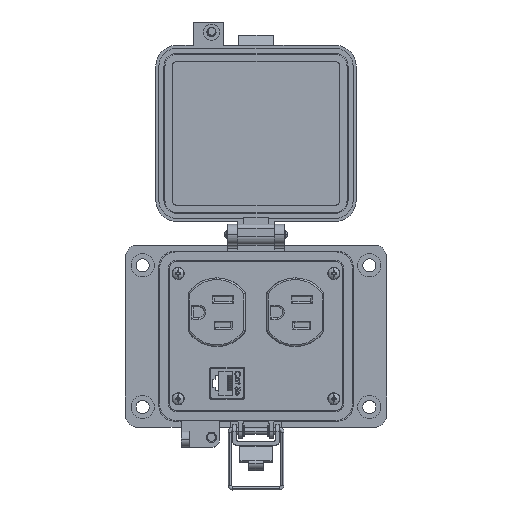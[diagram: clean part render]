
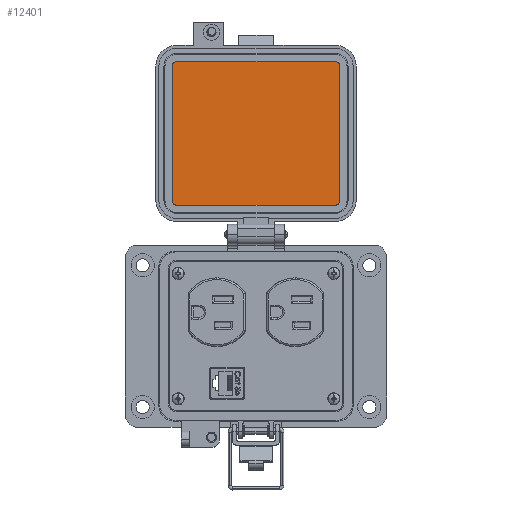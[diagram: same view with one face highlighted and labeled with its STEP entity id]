
A CAD part, top view. The second image highlights one B-rep face of the part: STEP entity #12401.
In plain terms, the highlighted planar face has unit normal (0, 0, 1).
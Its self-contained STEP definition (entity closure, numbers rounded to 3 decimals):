
#320 = DIRECTION ( 'NONE',  ( 1., 0., 0. ) ) ;
#329 = EDGE_CURVE ( 'NONE', #72078, #38259, #1528, .T. ) ;
#680 = AXIS2_PLACEMENT_3D ( 'NONE', #65911, #54625, #13215 ) ;
#952 = CARTESIAN_POINT ( 'NONE',  ( -3.279, 57.705, 19.202 ) ) ;
#990 = VERTEX_POINT ( 'NONE', #54550 ) ;
#1528 = LINE ( 'NONE', #53887, #34579 ) ;
#1997 = DIRECTION ( 'NONE',  ( 0., 0., -1. ) ) ;
#4579 = CARTESIAN_POINT ( 'NONE',  ( -42.469, 128.688, 19.202 ) ) ;
#6635 = CARTESIAN_POINT ( 'NONE',  ( 35.912, 128.688, 19.202 ) ) ;
#7069 = EDGE_CURVE ( 'NONE', #68888, #72078, #31060, .T. ) ;
#7536 = ORIENTED_EDGE ( 'NONE', *, *, #22996, .F. ) ;
#10729 = LINE ( 'NONE', #67921, #16062 ) ;
#11621 = ORIENTED_EDGE ( 'NONE', *, *, #68569, .F. ) ;
#11633 = DIRECTION ( 'NONE',  ( 0., 0., -1. ) ) ;
#12401 = ADVANCED_FACE ( 'NONE', ( #45726 ), #15970, .T. ) ;
#13215 = DIRECTION ( 'NONE',  ( 1., 0., 0. ) ) ;
#14771 = VECTOR ( 'NONE', #32644, 1000. ) ;
#15605 = CARTESIAN_POINT ( 'NONE',  ( 39.871, 130.108, 19.202 ) ) ;
#15970 = PLANE ( 'NONE',  #61584 ) ;
#16062 = VECTOR ( 'NONE', #44979, 1000. ) ;
#16105 = AXIS2_PLACEMENT_3D ( 'NONE', #20072, #1997, #30224 ) ;
#16766 = ORIENTED_EDGE ( 'NONE', *, *, #28738, .F. ) ;
#18908 = CARTESIAN_POINT ( 'NONE',  ( -42.469, 57.705, 19.202 ) ) ;
#20072 = CARTESIAN_POINT ( 'NONE',  ( -42.469, 126.389, 19.202 ) ) ;
#20398 = EDGE_CURVE ( 'NONE', #990, #20558, #48596, .T. ) ;
#20558 = VERTEX_POINT ( 'NONE', #4579 ) ;
#21036 = CARTESIAN_POINT ( 'NONE',  ( 38.212, 60.004, 19.202 ) ) ;
#21594 = VERTEX_POINT ( 'NONE', #45263 ) ;
#22996 = EDGE_CURVE ( 'NONE', #25882, #68438, #33145, .T. ) ;
#25248 = DIRECTION ( 'NONE',  ( 0., -1., 0. ) ) ;
#25882 = VERTEX_POINT ( 'NONE', #18908 ) ;
#27047 = DIRECTION ( 'NONE',  ( 0., 0., -1. ) ) ;
#28738 = EDGE_CURVE ( 'NONE', #20558, #68888, #10729, .T. ) ;
#30066 = CARTESIAN_POINT ( 'NONE',  ( -44.769, 60.004, 19.202 ) ) ;
#30224 = DIRECTION ( 'NONE',  ( 0., -1., 0. ) ) ;
#31060 = CIRCLE ( 'NONE', #45516, 2.299 ) ;
#31686 = EDGE_CURVE ( 'NONE', #38259, #21594, #58427, .T. ) ;
#32644 = DIRECTION ( 'NONE',  ( 0., 1., 0. ) ) ;
#33145 = CIRCLE ( 'NONE', #680, 2.299 ) ;
#34399 = DIRECTION ( 'NONE',  ( -1., 0., 0. ) ) ;
#34579 = VECTOR ( 'NONE', #25248, 1000. ) ;
#35070 = EDGE_LOOP ( 'NONE', ( #54113, #55420, #64716, #16766, #55028, #11621, #7536, #61294 ) ) ;
#38259 = VERTEX_POINT ( 'NONE', #21036 ) ;
#42443 = VECTOR ( 'NONE', #70171, 1000. ) ;
#44979 = DIRECTION ( 'NONE',  ( 1., 0., 0. ) ) ;
#45263 = CARTESIAN_POINT ( 'NONE',  ( 35.912, 57.705, 19.202 ) ) ;
#45516 = AXIS2_PLACEMENT_3D ( 'NONE', #63207, #11633, #320 ) ;
#45726 = FACE_OUTER_BOUND ( 'NONE', #35070, .T. ) ;
#48596 = CIRCLE ( 'NONE', #16105, 2.299 ) ;
#49656 = CARTESIAN_POINT ( 'NONE',  ( 35.912, 60.004, 19.202 ) ) ;
#50037 = DIRECTION ( 'NONE',  ( 0., -1., 0. ) ) ;
#52732 = CARTESIAN_POINT ( 'NONE',  ( 38.212, 126.389, 19.202 ) ) ;
#53887 = CARTESIAN_POINT ( 'NONE',  ( 38.212, 93.196, 19.202 ) ) ;
#54113 = ORIENTED_EDGE ( 'NONE', *, *, #31686, .F. ) ;
#54151 = LINE ( 'NONE', #55272, #14771 ) ;
#54550 = CARTESIAN_POINT ( 'NONE',  ( -44.769, 126.389, 19.202 ) ) ;
#54625 = DIRECTION ( 'NONE',  ( 0., 0., -1. ) ) ;
#55028 = ORIENTED_EDGE ( 'NONE', *, *, #20398, .F. ) ;
#55272 = CARTESIAN_POINT ( 'NONE',  ( -44.769, 93.196, 19.202 ) ) ;
#55420 = ORIENTED_EDGE ( 'NONE', *, *, #329, .F. ) ;
#56287 = DIRECTION ( 'NONE',  ( 0., 0., 1. ) ) ;
#58427 = CIRCLE ( 'NONE', #65632, 2.299 ) ;
#61294 = ORIENTED_EDGE ( 'NONE', *, *, #66327, .F. ) ;
#61584 = AXIS2_PLACEMENT_3D ( 'NONE', #15605, #56287, #34399 ) ;
#63207 = CARTESIAN_POINT ( 'NONE',  ( 35.912, 126.389, 19.202 ) ) ;
#64716 = ORIENTED_EDGE ( 'NONE', *, *, #7069, .F. ) ;
#64922 = LINE ( 'NONE', #952, #42443 ) ;
#65632 = AXIS2_PLACEMENT_3D ( 'NONE', #49656, #27047, #50037 ) ;
#65911 = CARTESIAN_POINT ( 'NONE',  ( -42.469, 60.004, 19.202 ) ) ;
#66327 = EDGE_CURVE ( 'NONE', #21594, #25882, #64922, .T. ) ;
#67921 = CARTESIAN_POINT ( 'NONE',  ( -3.279, 128.688, 19.202 ) ) ;
#68438 = VERTEX_POINT ( 'NONE', #30066 ) ;
#68569 = EDGE_CURVE ( 'NONE', #68438, #990, #54151, .T. ) ;
#68888 = VERTEX_POINT ( 'NONE', #6635 ) ;
#70171 = DIRECTION ( 'NONE',  ( -1., 0., 0. ) ) ;
#72078 = VERTEX_POINT ( 'NONE', #52732 ) ;
